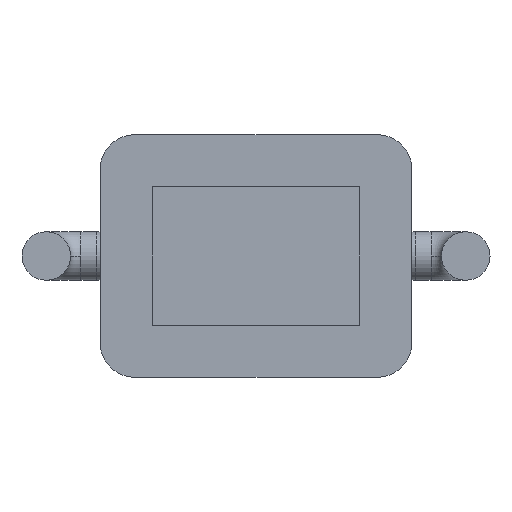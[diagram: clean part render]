
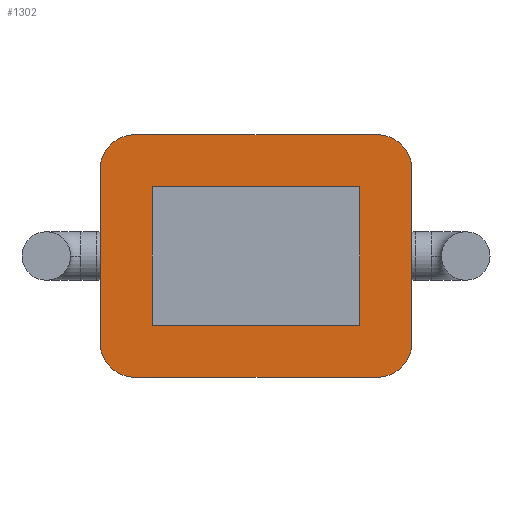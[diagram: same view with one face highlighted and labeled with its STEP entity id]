
A CAD part, front view. The second image highlights one B-rep face of the part: STEP entity #1302.
In plain terms, the highlighted planar face has unit normal (0, -1, 0).
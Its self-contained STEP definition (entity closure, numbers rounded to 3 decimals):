
#25 = LINE ( 'NONE', #159, #278 ) ;
#34 = CARTESIAN_POINT ( 'NONE',  ( -1.5, 0., 0. ) ) ;
#38 = CARTESIAN_POINT ( 'NONE',  ( -1.75, 0., -1.25 ) ) ;
#44 = LINE ( 'NONE', #579, #620 ) ;
#48 = ORIENTED_EDGE ( 'NONE', *, *, #1238, .T. ) ;
#56 = DIRECTION ( 'NONE',  ( 0., 0., -1. ) ) ;
#61 = LINE ( 'NONE', #804, #1156 ) ;
#63 = VECTOR ( 'NONE', #715, 1000. ) ;
#84 = ORIENTED_EDGE ( 'NONE', *, *, #1201, .F. ) ;
#88 = AXIS2_PLACEMENT_3D ( 'NONE', #38, #687, #1354 ) ;
#113 = DIRECTION ( 'NONE',  ( 0., -1., 0. ) ) ;
#120 = VERTEX_POINT ( 'NONE', #509 ) ;
#126 = VERTEX_POINT ( 'NONE', #403 ) ;
#151 = DIRECTION ( 'NONE',  ( 0., 0., 1. ) ) ;
#159 = CARTESIAN_POINT ( 'NONE',  ( -2.25, 0., 1.75 ) ) ;
#164 = EDGE_CURVE ( 'NONE', #446, #500, #756, .T. ) ;
#174 = VECTOR ( 'NONE', #794, 1000. ) ;
#178 = VECTOR ( 'NONE', #833, 1000. ) ;
#180 = EDGE_CURVE ( 'NONE', #1165, #1335, #499, .T. ) ;
#274 = CIRCLE ( 'NONE', #678, 0.5 ) ;
#278 = VECTOR ( 'NONE', #700, 1000. ) ;
#279 = EDGE_CURVE ( 'NONE', #1303, #882, #346, .T. ) ;
#332 = CIRCLE ( 'NONE', #88, 0.5 ) ;
#344 = CARTESIAN_POINT ( 'NONE',  ( -1.75, 0., 1.75 ) ) ;
#345 = FACE_BOUND ( 'NONE', #1304, .T. ) ;
#346 = LINE ( 'NONE', #923, #63 ) ;
#393 = DIRECTION ( 'NONE',  ( 0., -1., 0. ) ) ;
#396 = CIRCLE ( 'NONE', #1399, 0.5 ) ;
#403 = CARTESIAN_POINT ( 'NONE',  ( -1.75, 0., -1.75 ) ) ;
#415 = VERTEX_POINT ( 'NONE', #344 ) ;
#420 = CARTESIAN_POINT ( 'NONE',  ( 1.5, 0., -1. ) ) ;
#446 = VERTEX_POINT ( 'NONE', #464 ) ;
#463 = ORIENTED_EDGE ( 'NONE', *, *, #1184, .F. ) ;
#464 = CARTESIAN_POINT ( 'NONE',  ( -2.25, 0., -1.25 ) ) ;
#470 = EDGE_CURVE ( 'NONE', #488, #120, #396, .T. ) ;
#488 = VERTEX_POINT ( 'NONE', #905 ) ;
#499 = CIRCLE ( 'NONE', #1065, 0.5 ) ;
#500 = VERTEX_POINT ( 'NONE', #1249 ) ;
#503 = ORIENTED_EDGE ( 'NONE', *, *, #1317, .T. ) ;
#505 = AXIS2_PLACEMENT_3D ( 'NONE', #1141, #916, #151 ) ;
#509 = CARTESIAN_POINT ( 'NONE',  ( 1.75, 0., 1.75 ) ) ;
#535 = EDGE_CURVE ( 'NONE', #1278, #1303, #1329, .T. ) ;
#572 = DIRECTION ( 'NONE',  ( -1., 0., 0. ) ) ;
#579 = CARTESIAN_POINT ( 'NONE',  ( -2.25, 0., -1.75 ) ) ;
#580 = CARTESIAN_POINT ( 'NONE',  ( 1.75, 0., 1.25 ) ) ;
#583 = CARTESIAN_POINT ( 'NONE',  ( 2.25, 0., -1.25 ) ) ;
#587 = ORIENTED_EDGE ( 'NONE', *, *, #279, .T. ) ;
#589 = CARTESIAN_POINT ( 'NONE',  ( 1.5, 0., 1. ) ) ;
#600 = FACE_OUTER_BOUND ( 'NONE', #728, .T. ) ;
#612 = EDGE_CURVE ( 'NONE', #488, #1335, #1032, .T. ) ;
#620 = VECTOR ( 'NONE', #1247, 1000. ) ;
#653 = EDGE_CURVE ( 'NONE', #1145, #1278, #1312, .T. ) ;
#678 = AXIS2_PLACEMENT_3D ( 'NONE', #873, #113, #762 ) ;
#687 = DIRECTION ( 'NONE',  ( 0., -1., 0. ) ) ;
#693 = DIRECTION ( 'NONE',  ( 0., 0., 1. ) ) ;
#700 = DIRECTION ( 'NONE',  ( 1., 0., 0. ) ) ;
#703 = VECTOR ( 'NONE', #56, 1000. ) ;
#713 = CARTESIAN_POINT ( 'NONE',  ( -1.5, 0., -1. ) ) ;
#715 = DIRECTION ( 'NONE',  ( 0., 0., -1. ) ) ;
#728 = EDGE_LOOP ( 'NONE', ( #1161, #1231, #463, #1059, #850, #48, #84, #934 ) ) ;
#756 = LINE ( 'NONE', #1179, #178 ) ;
#762 = DIRECTION ( 'NONE',  ( 0., 0., 1. ) ) ;
#769 = VECTOR ( 'NONE', #1131, 1000. ) ;
#794 = DIRECTION ( 'NONE',  ( 0., 0., 1. ) ) ;
#804 = CARTESIAN_POINT ( 'NONE',  ( 0., 0., -1. ) ) ;
#810 = PLANE ( 'NONE',  #505 ) ;
#811 = CARTESIAN_POINT ( 'NONE',  ( 2.25, 0., -1.75 ) ) ;
#830 = EDGE_CURVE ( 'NONE', #415, #500, #274, .T. ) ;
#833 = DIRECTION ( 'NONE',  ( 0., 0., 1. ) ) ;
#850 = ORIENTED_EDGE ( 'NONE', *, *, #164, .F. ) ;
#873 = CARTESIAN_POINT ( 'NONE',  ( -1.75, 0., 1.25 ) ) ;
#882 = VERTEX_POINT ( 'NONE', #420 ) ;
#895 = ORIENTED_EDGE ( 'NONE', *, *, #653, .T. ) ;
#905 = CARTESIAN_POINT ( 'NONE',  ( 2.25, 0., 1.25 ) ) ;
#916 = DIRECTION ( 'NONE',  ( 0., 1., 0. ) ) ;
#923 = CARTESIAN_POINT ( 'NONE',  ( 1.5, 0., 0. ) ) ;
#934 = ORIENTED_EDGE ( 'NONE', *, *, #180, .T. ) ;
#1032 = LINE ( 'NONE', #811, #703 ) ;
#1039 = ORIENTED_EDGE ( 'NONE', *, *, #535, .T. ) ;
#1043 = CARTESIAN_POINT ( 'NONE',  ( 1.75, 0., -1.75 ) ) ;
#1056 = DIRECTION ( 'NONE',  ( 0., 0., 1. ) ) ;
#1059 = ORIENTED_EDGE ( 'NONE', *, *, #830, .T. ) ;
#1062 = CARTESIAN_POINT ( 'NONE',  ( 0., 0., 1. ) ) ;
#1065 = AXIS2_PLACEMENT_3D ( 'NONE', #1168, #393, #1056 ) ;
#1131 = DIRECTION ( 'NONE',  ( 1., 0., 0. ) ) ;
#1141 = CARTESIAN_POINT ( 'NONE',  ( 0., 0., 0. ) ) ;
#1145 = VERTEX_POINT ( 'NONE', #713 ) ;
#1156 = VECTOR ( 'NONE', #572, 1000. ) ;
#1161 = ORIENTED_EDGE ( 'NONE', *, *, #612, .F. ) ;
#1165 = VERTEX_POINT ( 'NONE', #1043 ) ;
#1168 = CARTESIAN_POINT ( 'NONE',  ( 1.75, 0., -1.25 ) ) ;
#1179 = CARTESIAN_POINT ( 'NONE',  ( -2.25, 0., -1.75 ) ) ;
#1184 = EDGE_CURVE ( 'NONE', #415, #120, #25, .T. ) ;
#1201 = EDGE_CURVE ( 'NONE', #1165, #126, #44, .T. ) ;
#1231 = ORIENTED_EDGE ( 'NONE', *, *, #470, .T. ) ;
#1238 = EDGE_CURVE ( 'NONE', #446, #126, #332, .T. ) ;
#1240 = CARTESIAN_POINT ( 'NONE',  ( -1.5, 0., 1. ) ) ;
#1247 = DIRECTION ( 'NONE',  ( -1., 0., 0. ) ) ;
#1249 = CARTESIAN_POINT ( 'NONE',  ( -2.25, 0., 1.25 ) ) ;
#1278 = VERTEX_POINT ( 'NONE', #1240 ) ;
#1302 = ADVANCED_FACE ( 'NONE', ( #345, #600 ), #810, .F. ) ;
#1303 = VERTEX_POINT ( 'NONE', #589 ) ;
#1304 = EDGE_LOOP ( 'NONE', ( #1039, #587, #503, #895 ) ) ;
#1312 = LINE ( 'NONE', #34, #174 ) ;
#1317 = EDGE_CURVE ( 'NONE', #882, #1145, #61, .T. ) ;
#1329 = LINE ( 'NONE', #1062, #769 ) ;
#1335 = VERTEX_POINT ( 'NONE', #583 ) ;
#1354 = DIRECTION ( 'NONE',  ( 0., 0., 1. ) ) ;
#1361 = DIRECTION ( 'NONE',  ( 0., -1., 0. ) ) ;
#1399 = AXIS2_PLACEMENT_3D ( 'NONE', #580, #1361, #693 ) ;
